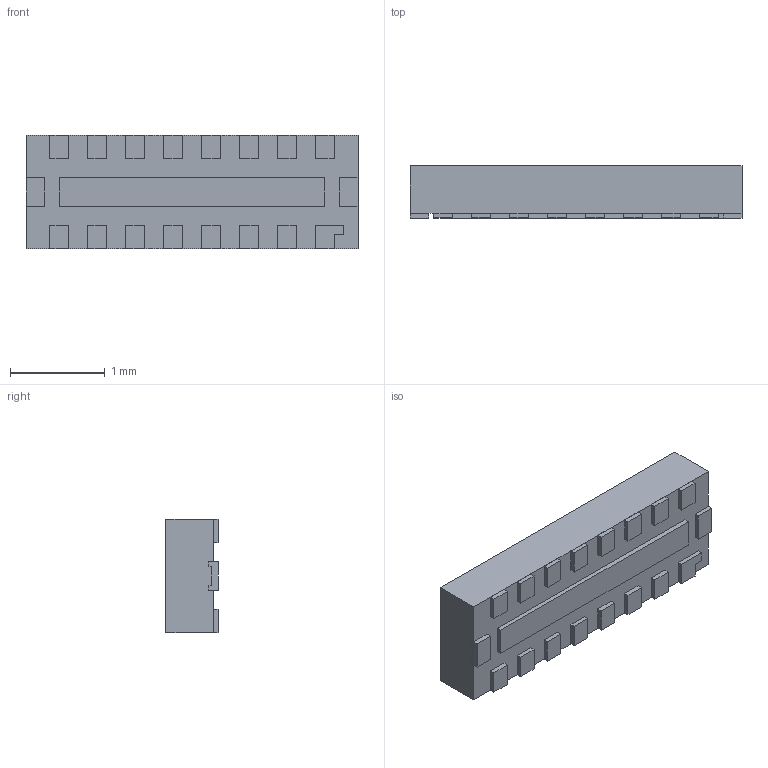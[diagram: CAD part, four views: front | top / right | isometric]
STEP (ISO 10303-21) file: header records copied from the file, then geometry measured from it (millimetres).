
FILE_DESCRIPTION(('CAx-IF Rec.Pracs.---Model Styling and Organization---1.5---2016-08-15','CAx-IF Rec.Pracs.---Geometric and Assembly Validation Properties---4.4---2016-08-17','CAx-IF Rec.Pracs.---User Defined Attributes---1.5---2016-08-15','CAx-IF Rec.Pracs.---External References---2.1---2005-01-19'),'2;1');
FILE_NAME('244002.step','2025-06-26T00:52:34',('Unspecified'),('Unspecified'),'CAD Exchanger 3.10.2 (cadexchanger.com)','Unspecified','');
FILE_SCHEMA(('AUTOMOTIVE_DESIGN { 1 0 10303 214 1 1 1 1 }'));
Length unit declared in the file: millimetre
Products named in the file (1): EMIF06-MSD02N16
Bounding box: 3.5 x 0.55 x 1.2 mm (x, y, z)
Volume: 2.2 mm3; surface area: 17.9 mm2
Topology: 20 solids, 20 shells, 149 faces, 327 edges, 218 vertices
Faces by surface type: plane 149
Entity records: 5179 total; most frequent: CARTESIAN_POINT 695, ORIENTED_EDGE 654, DIRECTION 627, EDGE_CURVE 327, LINE 327, VECTOR 327, VERTEX_POINT 218, PRESENTATION_STYLE_ASSIGNMENT 169
